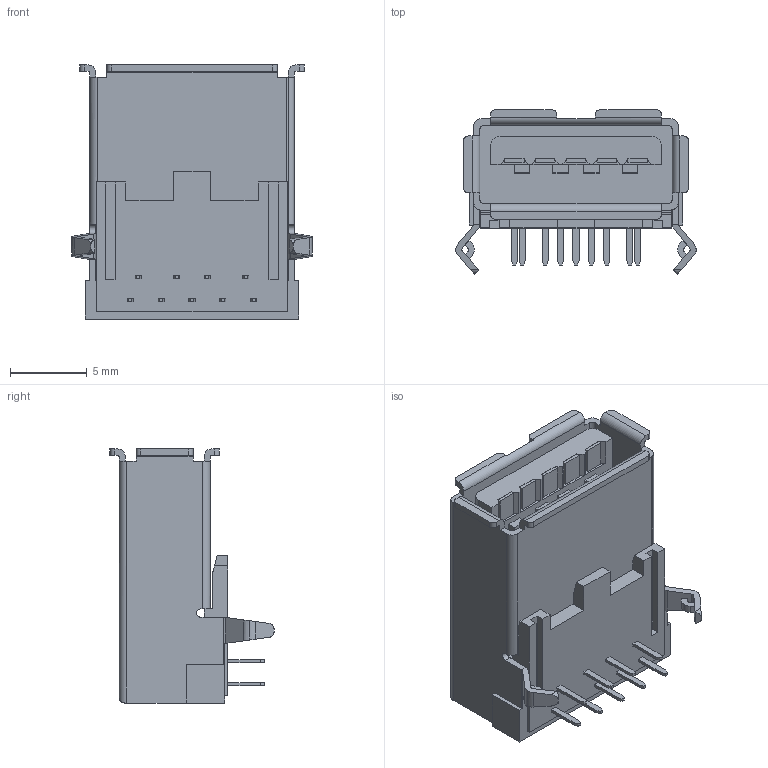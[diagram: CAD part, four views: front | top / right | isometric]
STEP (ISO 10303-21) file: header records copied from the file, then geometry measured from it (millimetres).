
FILE_DESCRIPTION(('STEP AP214'),'1');
FILE_NAME('usb3_a-usb3_a.stp','2020-03-13T20:18:49',('TraceParts'),('TraceParts S.A.'),'Spatial InterOp 3D',' ',' ');
FILE_SCHEMA(('AUTOMOTIVE_DESIGN { 1 0 10303 214 1 1 1 1 }'));
Length unit declared in the file: millimetre
Products named in the file (1): usb3_a-usb3_a
Bounding box: 15.6 x 10.66 x 16.5 mm (x, y, z)
Volume: 898.2 mm3; surface area: 1758.4 mm2
Topology: 1 solids, 1 shells, 301 faces, 865 edges, 572 vertices
Faces by surface type: plane 240, cylinder 61
Entity records: 12235 total; most frequent: CARTESIAN_POINT 1785, ORIENTED_EDGE 1730, DIRECTION 1597, EDGE_CURVE 865, LINE 725, VECTOR 725, VERTEX_POINT 572, AXIS2_PLACEMENT_3D 436
